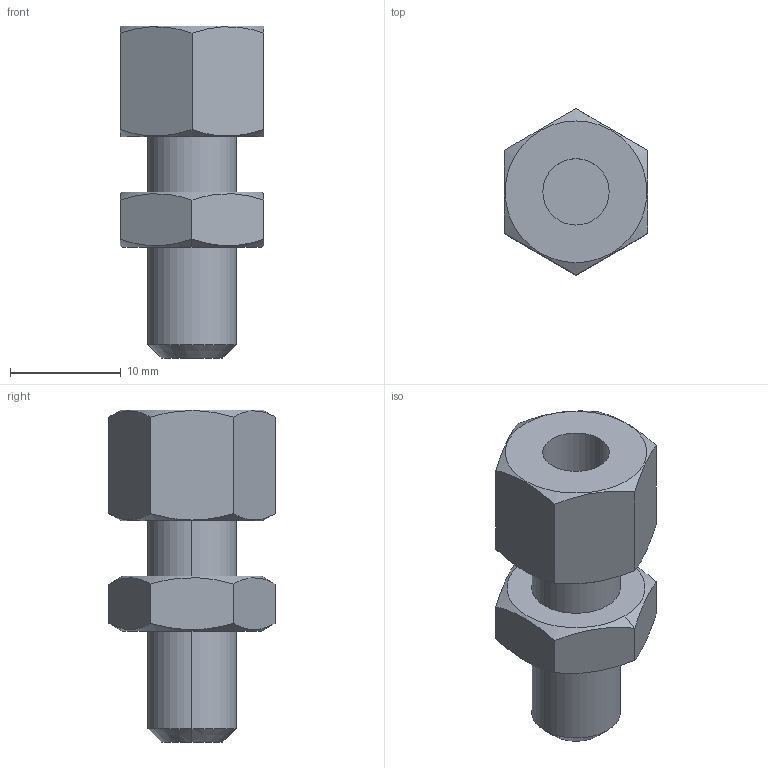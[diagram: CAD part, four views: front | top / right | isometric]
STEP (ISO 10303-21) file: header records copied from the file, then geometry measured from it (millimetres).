
FILE_DESCRIPTION (( 'STEP AP203' ), '1' );
FILE_NAME ('bj332-08020.STEP', '2021-10-25T01:22:57', ( '' ), ( '' ), 'SwSTEP 2.0', 'SolidWorks 2020', '' );
FILE_SCHEMA (( 'CONFIG_CONTROL_DESIGN' ));
Length unit declared in the file: millimetre
Products named in the file (3): bj332-08020; bj332-08020_02; bj332-08020_01
Assembly tree (2 placements, depth 2):
  bj332-08020
    bj332-08020_01
    bj332-08020_02
Bounding box: 13 x 15.01 x 30 mm (x, y, z)
Volume: 2746.7 mm3; surface area: 1841 mm2
Topology: 2 solids, 2 shells, 34 faces, 78 edges, 50 vertices
Faces by surface type: plane 18, cone 10, cylinder 6
Entity records: 1461 total; most frequent: CARTESIAN_POINT 419, ORIENTED_EDGE 156, DIRECTION 150, EDGE_CURVE 78, AXIS2_PLACEMENT_3D 61, VERTEX_POINT 50, EDGE_LOOP 38, FACE_OUTER_BOUND 34
